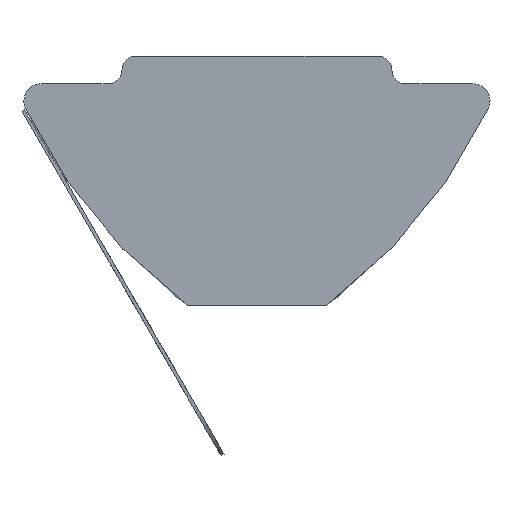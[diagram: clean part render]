
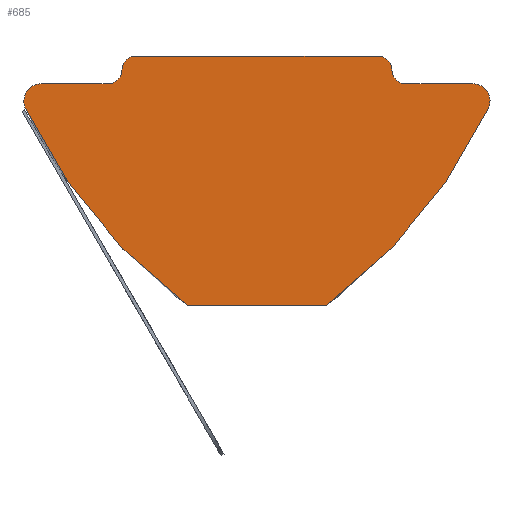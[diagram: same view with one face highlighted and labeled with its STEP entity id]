
A CAD part, front view. The second image highlights one B-rep face of the part: STEP entity #685.
In plain terms, the highlighted planar face has unit normal (0, -1, 0).
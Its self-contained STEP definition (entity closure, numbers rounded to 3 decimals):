
#34=PLANE('',#757);
#98=FACE_OUTER_BOUND('',#136,.T.);
#136=EDGE_LOOP('',(#624,#625,#626,#627,#628,#629,#630,#631,#632,#633,#634,
#635));
#142=LINE('',#994,#194);
#145=LINE('',#1142,#197);
#179=LINE('',#1244,#231);
#186=LINE('',#1273,#238);
#194=VECTOR('',#779,1.);
#197=VECTOR('',#792,1.);
#231=VECTOR('',#894,1.);
#238=VECTOR('',#927,1.);
#249=CIRCLE('',#703,15.);
#264=CIRCLE('',#736,0.4);
#266=CIRCLE('',#739,0.4);
#268=CIRCLE('',#742,0.4);
#270=CIRCLE('',#745,0.4);
#272=CIRCLE('',#749,0.5);
#274=CIRCLE('',#752,15.);
#276=CIRCLE('',#755,0.5);
#287=VERTEX_POINT('',#991);
#288=VERTEX_POINT('',#993);
#297=VERTEX_POINT('',#1139);
#298=VERTEX_POINT('',#1141);
#301=VERTEX_POINT('',#1149);
#331=VERTEX_POINT('',#1242);
#332=VERTEX_POINT('',#1243);
#335=VERTEX_POINT('',#1251);
#337=VERTEX_POINT('',#1260);
#339=VERTEX_POINT('',#1266);
#341=VERTEX_POINT('',#1272);
#343=VERTEX_POINT('',#1278);
#356=EDGE_CURVE('',#288,#287,#142,.T.);
#371=EDGE_CURVE('',#298,#297,#145,.T.);
#376=EDGE_CURVE('',#301,#297,#249,.T.);
#421=EDGE_CURVE('',#331,#332,#179,.T.);
#425=EDGE_CURVE('',#331,#335,#264,.T.);
#428=EDGE_CURVE('',#288,#335,#266,.T.);
#430=EDGE_CURVE('',#337,#287,#268,.T.);
#433=EDGE_CURVE('',#337,#339,#270,.T.);
#436=EDGE_CURVE('',#341,#339,#186,.T.);
#439=EDGE_CURVE('',#343,#341,#272,.T.);
#442=EDGE_CURVE('',#298,#343,#274,.T.);
#444=EDGE_CURVE('',#332,#301,#276,.T.);
#624=ORIENTED_EDGE('',*,*,#444,.F.);
#625=ORIENTED_EDGE('',*,*,#421,.F.);
#626=ORIENTED_EDGE('',*,*,#425,.T.);
#627=ORIENTED_EDGE('',*,*,#428,.F.);
#628=ORIENTED_EDGE('',*,*,#356,.T.);
#629=ORIENTED_EDGE('',*,*,#430,.F.);
#630=ORIENTED_EDGE('',*,*,#433,.T.);
#631=ORIENTED_EDGE('',*,*,#436,.F.);
#632=ORIENTED_EDGE('',*,*,#439,.F.);
#633=ORIENTED_EDGE('',*,*,#442,.F.);
#634=ORIENTED_EDGE('',*,*,#371,.T.);
#635=ORIENTED_EDGE('',*,*,#376,.F.);
#685=ADVANCED_FACE('',(#98),#34,.T.);
#703=AXIS2_PLACEMENT_3D('',#1151,#800,#801);
#736=AXIS2_PLACEMENT_3D('',#1252,#900,#901);
#739=AXIS2_PLACEMENT_3D('',#1257,#907,#908);
#742=AXIS2_PLACEMENT_3D('',#1261,#913,#914);
#745=AXIS2_PLACEMENT_3D('',#1267,#920,#921);
#749=AXIS2_PLACEMENT_3D('',#1279,#932,#933);
#752=AXIS2_PLACEMENT_3D('',#1284,#939,#940);
#755=AXIS2_PLACEMENT_3D('',#1287,#945,#946);
#757=AXIS2_PLACEMENT_3D('',#1289,#949,#950);
#779=DIRECTION('',(-1.,0.,0.));
#792=DIRECTION('',(1.,0.,0.));
#800=DIRECTION('center_axis',(0.,1.,0.));
#801=DIRECTION('ref_axis',(0.904,0.,-0.427));
#894=DIRECTION('',(1.,0.,0.));
#900=DIRECTION('center_axis',(0.,1.,0.));
#901=DIRECTION('ref_axis',(0.,0.,-1.));
#907=DIRECTION('center_axis',(0.,1.,0.));
#908=DIRECTION('ref_axis',(0.,0.,1.));
#913=DIRECTION('center_axis',(0.,1.,0.));
#914=DIRECTION('ref_axis',(-1.,0.,0.));
#920=DIRECTION('center_axis',(0.,1.,0.));
#921=DIRECTION('ref_axis',(1.,0.,0.));
#927=DIRECTION('',(1.,0.,0.));
#932=DIRECTION('center_axis',(0.,1.,0.));
#933=DIRECTION('ref_axis',(-0.904,0.,-0.427));
#939=DIRECTION('center_axis',(0.,1.,0.));
#940=DIRECTION('ref_axis',(-0.592,0.,-0.806));
#945=DIRECTION('center_axis',(0.,1.,0.));
#946=DIRECTION('ref_axis',(1.,0.,0.));
#949=DIRECTION('center_axis',(0.,-1.,0.));
#950=DIRECTION('ref_axis',(0.,0.,-1.));
#991=CARTESIAN_POINT('',(-3.5,-61.,-3.7));
#993=CARTESIAN_POINT('',(3.5,-61.,-3.7));
#994=CARTESIAN_POINT('',(3.5,-61.,-3.7));
#1139=CARTESIAN_POINT('',(2.,-61.,-10.9));
#1141=CARTESIAN_POINT('',(-2.,-61.,-10.9));
#1142=CARTESIAN_POINT('',(-2.,-61.,-10.9));
#1149=CARTESIAN_POINT('',(6.686,-61.,-5.213));
#1151=CARTESIAN_POINT('Origin',(-6.879,-61.,1.19));
#1242=CARTESIAN_POINT('',(4.3,-61.,-4.5));
#1243=CARTESIAN_POINT('',(6.233,-61.,-4.5));
#1244=CARTESIAN_POINT('',(4.3,-61.,-4.5));
#1251=CARTESIAN_POINT('',(3.9,-61.,-4.1));
#1252=CARTESIAN_POINT('Origin',(4.3,-61.,-4.1));
#1257=CARTESIAN_POINT('Origin',(3.5,-61.,-4.1));
#1260=CARTESIAN_POINT('',(-3.9,-61.,-4.1));
#1261=CARTESIAN_POINT('Origin',(-3.5,-61.,-4.1));
#1266=CARTESIAN_POINT('',(-4.3,-61.,-4.5));
#1267=CARTESIAN_POINT('Origin',(-4.3,-61.,-4.1));
#1272=CARTESIAN_POINT('',(-6.233,-61.,-4.5));
#1273=CARTESIAN_POINT('',(-6.233,-61.,-4.5));
#1278=CARTESIAN_POINT('',(-6.686,-61.,-5.213));
#1279=CARTESIAN_POINT('Origin',(-6.233,-61.,-5.));
#1284=CARTESIAN_POINT('Origin',(6.879,-61.,1.19));
#1287=CARTESIAN_POINT('Origin',(6.233,-61.,-5.));
#1289=CARTESIAN_POINT('Origin',(0.,-61.,-6.592));
